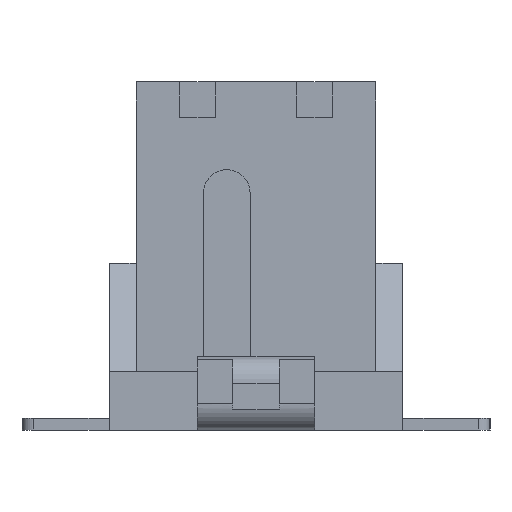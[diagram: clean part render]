
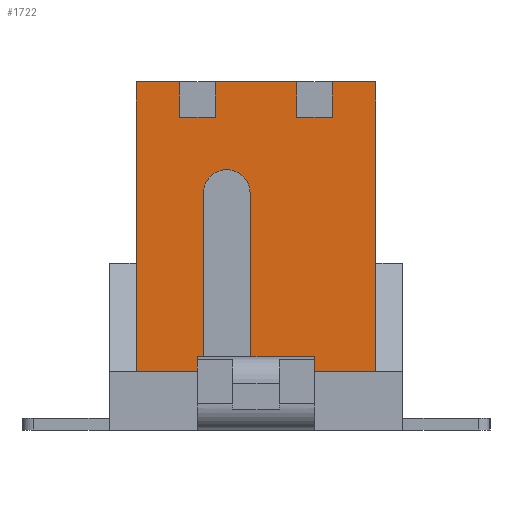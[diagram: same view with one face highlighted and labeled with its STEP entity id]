
A CAD part, left-side view. The second image highlights one B-rep face of the part: STEP entity #1722.
In plain terms, the highlighted planar face has unit normal (-1, 0, 0).
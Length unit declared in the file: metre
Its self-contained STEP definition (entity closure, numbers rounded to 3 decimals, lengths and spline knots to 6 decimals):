
#1722 = ADVANCED_FACE( '', ( #4832 ), #4833, .T. );
#1902 = EDGE_CURVE( '', #5141, #4755, #5142, .T. );
#1916 = EDGE_CURVE( '', #5166, #5167, #5168, .T. );
#2184 = EDGE_CURVE( '', #5575, #5451, #5576, .T. );
#2204 = EDGE_CURVE( '', #5605, #5606, #5607, .T. );
#2276 = EDGE_CURVE( '', #5720, #5575, #5721, .T. );
#2608 = EDGE_CURVE( '', #6217, #5717, #6218, .T. );
#2646 = EDGE_CURVE( '', #6143, #5720, #6275, .T. );
#2658 = EDGE_CURVE( '', #5141, #6290, #6291, .T. );
#3046 = EDGE_CURVE( '', #5166, #6217, #6815, .T. );
#3358 = EDGE_CURVE( '', #5943, #5451, #7202, .T. );
#3580 = EDGE_CURVE( '', #6143, #5267, #7463, .T. );
#3888 = EDGE_CURVE( '', #5771, #5167, #7827, .T. );
#4092 = EDGE_CURVE( '', #5605, #4755, #8059, .T. );
#4148 = EDGE_CURVE( '', #5717, #5267, #8125, .T. );
#4172 = EDGE_CURVE( '', #6290, #5771, #8151, .T. );
#4306 = EDGE_CURVE( '', #5943, #5606, #8313, .T. );
#4755 = VERTEX_POINT( '', #8889 );
#4832 = FACE_OUTER_BOUND( '', #9001, .T. );
#4833 = PLANE( '', #9002 );
#5141 = VERTEX_POINT( '', #9436 );
#5142 = LINE( '', #9437, #9438 );
#5166 = VERTEX_POINT( '', #9474 );
#5167 = VERTEX_POINT( '', #9475 );
#5168 = LINE( '', #9476, #9477 );
#5267 = VERTEX_POINT( '', #9619 );
#5451 = VERTEX_POINT( '', #9880 );
#5575 = VERTEX_POINT( '', #10060 );
#5576 = LINE( '', #10061, #10062 );
#5605 = VERTEX_POINT( '', #10108 );
#5606 = VERTEX_POINT( '', #10109 );
#5607 = CIRCLE( '', #10110, 0.0004 );
#5717 = VERTEX_POINT( '', #10267 );
#5720 = VERTEX_POINT( '', #10272 );
#5721 = LINE( '', #10273, #10274 );
#5771 = VERTEX_POINT( '', #10348 );
#5943 = VERTEX_POINT( '', #10598 );
#6143 = VERTEX_POINT( '', #10887 );
#6217 = VERTEX_POINT( '', #10993 );
#6218 = LINE( '', #10994, #10995 );
#6275 = LINE( '', #11073, #11074 );
#6290 = VERTEX_POINT( '', #11098 );
#6291 = LINE( '', #11099, #11100 );
#6815 = LINE( '', #11897, #11898 );
#7202 = LINE( '', #12493, #12494 );
#7463 = LINE( '', #12920, #12921 );
#7827 = LINE( '', #13488, #13489 );
#8059 = LINE( '', #13857, #13858 );
#8125 = LINE( '', #13958, #13959 );
#8151 = LINE( '', #14003, #14004 );
#8313 = LINE( '', #14256, #14257 );
#8889 = CARTESIAN_POINT( '', ( -0.008251, 0.000099, 0.001004 ) );
#9001 = EDGE_LOOP( '', ( #14802, #14803, #14804, #14805, #14806, #14807, #14808, #14809, #14810, #14811, #14812, #14813, #14814, #14815, #14816, #14817 ) );
#9002 = AXIS2_PLACEMENT_3D( '', #14818, #14819, #14820 );
#9436 = CARTESIAN_POINT( '', ( -0.008251, -0.002051, 0.001004 ) );
#9437 = CARTESIAN_POINT( '', ( -0.008251, 0.000592, 0.001004 ) );
#9438 = VECTOR( '', #15208, 1. );
#9474 = CARTESIAN_POINT( '', ( -0.008251, -0.000701, 0.005354 ) );
#9475 = CARTESIAN_POINT( '', ( -0.008251, -0.001301, 0.005354 ) );
#9476 = CARTESIAN_POINT( '', ( -0.008251, 0.000592, 0.005354 ) );
#9477 = VECTOR( '', #15217, 1. );
#9619 = CARTESIAN_POINT( '', ( -0.008251, 0.000699, 0.005354 ) );
#9880 = CARTESIAN_POINT( '', ( -0.008251, 0.002049, 0.001004 ) );
#10060 = CARTESIAN_POINT( '', ( -0.008251, 0.002049, 0.005954 ) );
#10061 = CARTESIAN_POINT( '', ( -0.008251, 0.002049, 0.005954 ) );
#10062 = VECTOR( '', #15687, 1. );
#10108 = CARTESIAN_POINT( '', ( -0.008251, 0.000099, 0.004054 ) );
#10109 = CARTESIAN_POINT( '', ( -0.008251, 0.000899, 0.004054 ) );
#10110 = AXIS2_PLACEMENT_3D( '', #15704, #15705, #15706 );
#10267 = CARTESIAN_POINT( '', ( -0.008251, 0.000699, 0.005954 ) );
#10272 = CARTESIAN_POINT( '', ( -0.008251, 0.001299, 0.005954 ) );
#10273 = CARTESIAN_POINT( '', ( -0.008251, 0.000592, 0.005954 ) );
#10274 = VECTOR( '', #15832, 1. );
#10348 = CARTESIAN_POINT( '', ( -0.008251, -0.001301, 0.005954 ) );
#10598 = CARTESIAN_POINT( '', ( -0.008251, 0.000899, 0.001004 ) );
#10887 = CARTESIAN_POINT( '', ( -0.008251, 0.001299, 0.005354 ) );
#10993 = CARTESIAN_POINT( '', ( -0.008251, -0.000701, 0.005954 ) );
#10994 = CARTESIAN_POINT( '', ( -0.008251, 0.000592, 0.005954 ) );
#10995 = VECTOR( '', #16407, 1. );
#11073 = CARTESIAN_POINT( '', ( -0.008251, 0.001299, 0.005954 ) );
#11074 = VECTOR( '', #16488, 1. );
#11098 = CARTESIAN_POINT( '', ( -0.008251, -0.002051, 0.005954 ) );
#11099 = CARTESIAN_POINT( '', ( -0.008251, -0.002051, 0.005954 ) );
#11100 = VECTOR( '', #16501, 1. );
#11897 = CARTESIAN_POINT( '', ( -0.008251, -0.000701, 0.005954 ) );
#11898 = VECTOR( '', #17121, 1. );
#12493 = CARTESIAN_POINT( '', ( -0.008251, 0.000592, 0.001004 ) );
#12494 = VECTOR( '', #17637, 1. );
#12920 = CARTESIAN_POINT( '', ( -0.008251, 0.000592, 0.005354 ) );
#12921 = VECTOR( '', #17948, 1. );
#13488 = CARTESIAN_POINT( '', ( -0.008251, -0.001301, 0.005954 ) );
#13489 = VECTOR( '', #18559, 1. );
#13857 = CARTESIAN_POINT( '', ( -0.008251, 0.000099, 0.005954 ) );
#13858 = VECTOR( '', #18896, 1. );
#13958 = CARTESIAN_POINT( '', ( -0.008251, 0.000699, 0.005954 ) );
#13959 = VECTOR( '', #19005, 1. );
#14003 = CARTESIAN_POINT( '', ( -0.008251, 0.000592, 0.005954 ) );
#14004 = VECTOR( '', #19037, 1. );
#14256 = CARTESIAN_POINT( '', ( -0.008251, 0.000899, 0.005954 ) );
#14257 = VECTOR( '', #19315, 1. );
#14802 = ORIENTED_EDGE( '', *, *, #4092, .T. );
#14803 = ORIENTED_EDGE( '', *, *, #1902, .F. );
#14804 = ORIENTED_EDGE( '', *, *, #2658, .T. );
#14805 = ORIENTED_EDGE( '', *, *, #4172, .T. );
#14806 = ORIENTED_EDGE( '', *, *, #3888, .T. );
#14807 = ORIENTED_EDGE( '', *, *, #1916, .F. );
#14808 = ORIENTED_EDGE( '', *, *, #3046, .T. );
#14809 = ORIENTED_EDGE( '', *, *, #2608, .T. );
#14810 = ORIENTED_EDGE( '', *, *, #4148, .T. );
#14811 = ORIENTED_EDGE( '', *, *, #3580, .F. );
#14812 = ORIENTED_EDGE( '', *, *, #2646, .T. );
#14813 = ORIENTED_EDGE( '', *, *, #2276, .T. );
#14814 = ORIENTED_EDGE( '', *, *, #2184, .T. );
#14815 = ORIENTED_EDGE( '', *, *, #3358, .F. );
#14816 = ORIENTED_EDGE( '', *, *, #4306, .T. );
#14817 = ORIENTED_EDGE( '', *, *, #2204, .F. );
#14818 = CARTESIAN_POINT( '', ( -0.008251, 0.002151, 0.006077 ) );
#14819 = DIRECTION( '', ( -1., 0., 0. ) );
#14820 = DIRECTION( '', ( 0., 0., 1. ) );
#15208 = DIRECTION( '', ( 0., 1., 0. ) );
#15217 = DIRECTION( '', ( 0., -1., 0. ) );
#15687 = DIRECTION( '', ( 0., 0., -1. ) );
#15704 = CARTESIAN_POINT( '', ( -0.008251, 0.000499, 0.004054 ) );
#15705 = DIRECTION( '', ( -1., 0., 0. ) );
#15706 = DIRECTION( '', ( 0., -1., 0. ) );
#15832 = DIRECTION( '', ( 0., 1., 0. ) );
#16407 = DIRECTION( '', ( 0., 1., 0. ) );
#16488 = DIRECTION( '', ( 0., 0., 1. ) );
#16501 = DIRECTION( '', ( 0., 0., 1. ) );
#17121 = DIRECTION( '', ( 0., 0., 1. ) );
#17637 = DIRECTION( '', ( 0., 1., 0. ) );
#17948 = DIRECTION( '', ( 0., -1., 0. ) );
#18559 = DIRECTION( '', ( 0., 0., -1. ) );
#18896 = DIRECTION( '', ( 0., 0., -1. ) );
#19005 = DIRECTION( '', ( 0., 0., -1. ) );
#19037 = DIRECTION( '', ( 0., 1., 0. ) );
#19315 = DIRECTION( '', ( 0., 0., 1. ) );
